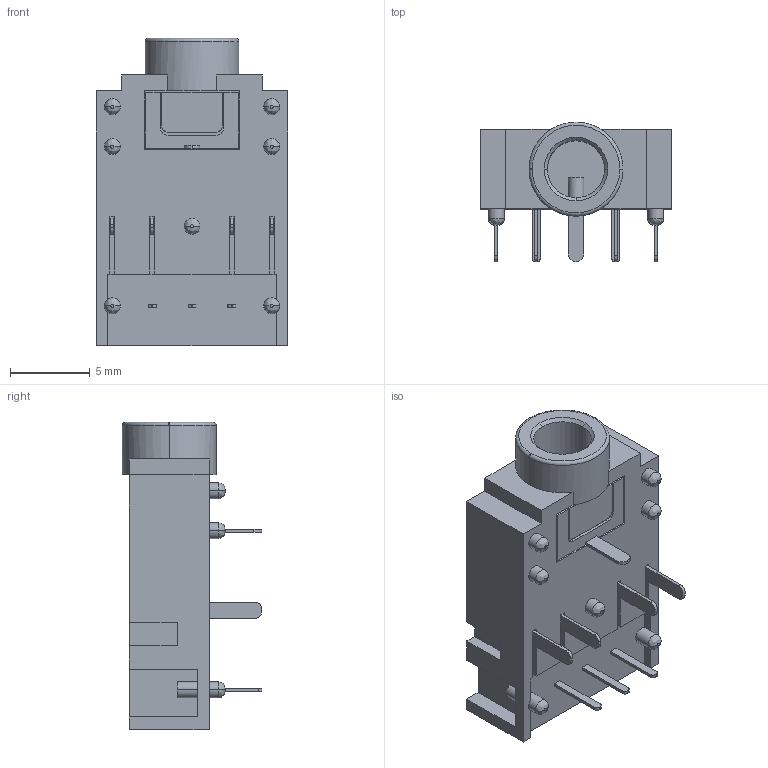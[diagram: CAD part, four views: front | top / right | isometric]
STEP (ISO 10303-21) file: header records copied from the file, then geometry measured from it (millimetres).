
FILE_DESCRIPTION(('STEP AP214'),'1');
FILE_NAME('pj-307a0-2.stp','2021-09-20T15:12:17',('TraceParts'),('TraceParts S.A.'),'Spatial InterOp 3D',' ',' ');
FILE_SCHEMA(('AUTOMOTIVE_DESIGN { 1 0 10303 214 1 1 1 1 }'));
Length unit declared in the file: millimetre
Products named in the file (1): pj-307a0-2_1
Bounding box: 12 x 8.75 x 19.3 mm (x, y, z)
Volume: 856.8 mm3; surface area: 1118.8 mm2
Topology: 3 solids, 3 shells, 660 faces, 1819 edges, 1204 vertices
Faces by surface type: plane 588, cylinder 50, bspline 14, cone 4, torus 4
Entity records: 21034 total; most frequent: CARTESIAN_POINT 4092, ORIENTED_EDGE 3638, DIRECTION 3265, EDGE_CURVE 1819, LINE 1667, VECTOR 1667, VERTEX_POINT 1204, AXIS2_PLACEMENT_3D 799
